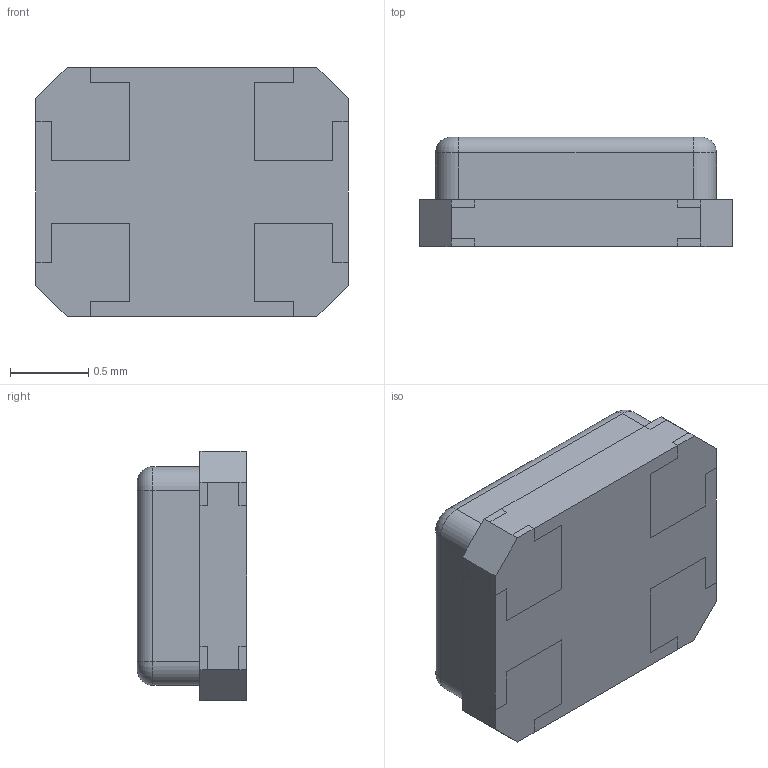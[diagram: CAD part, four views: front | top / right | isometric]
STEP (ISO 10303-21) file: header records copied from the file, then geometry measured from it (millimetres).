
FILE_DESCRIPTION (( 'STEP AP214' ), '1' );
FILE_NAME ('XRCGE20M000F3A1BR0.STEP', '2020-07-21T14:10:58', ( '' ), ( '' ), 'SwSTEP 2.0', 'SolidWorks 2017', '' );
FILE_SCHEMA (( 'AUTOMOTIVE_DESIGN' ));
Length unit declared in the file: millimetre
Products named in the file (1): XRCGE20M000F3A1BR0
Bounding box: 2 x 0.7 x 1.6 mm (x, y, z)
Volume: 1.9 mm3; surface area: 19.7 mm2
Topology: 6 solids, 6 shells, 172 faces, 424 edges, 264 vertices
Faces by surface type: plane 160, cylinder 8, torus 4
Entity records: 4999 total; most frequent: CARTESIAN_POINT 861, ORIENTED_EDGE 848, DIRECTION 790, EDGE_CURVE 424, LINE 404, VECTOR 404, VERTEX_POINT 264, AXIS2_PLACEMENT_3D 193
